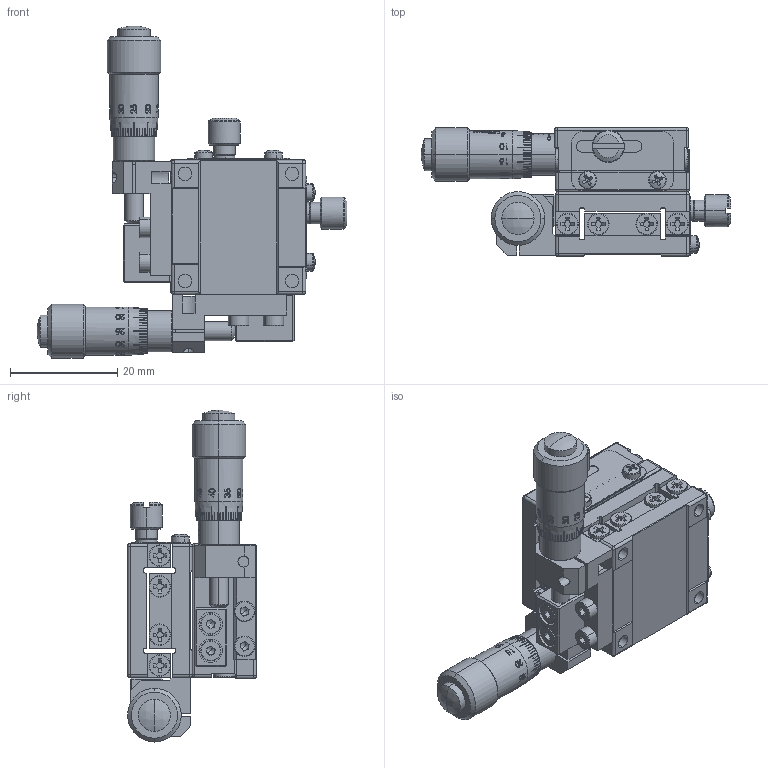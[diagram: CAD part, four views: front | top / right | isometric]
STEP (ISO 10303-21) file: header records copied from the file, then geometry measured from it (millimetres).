
FILE_DESCRIPTION (( 'STEP AP203' ), '1' );
FILE_NAME ('MY25-SS(«¬¿ý).STEP', '2013-04-30T01:47:35', ( '123' ), ( '' ), 'SwSTEP 2.0', 'SolidWorks 2013', '' );
FILE_SCHEMA (( 'CONFIG_CONTROL_DESIGN' ));
Products named in the file (4): Group1^MX25-SS(型錄); Group2^MX25-SS(型錄); MX25-SS(型錄); MY25-SS(型錄)
Assembly tree (4 placements, depth 3):
  MY25-SS(型錄)
    MX25-SS(型錄)  x2
      Group1^MX25-SS(型錄)
      Group2^MX25-SS(型錄)
Bounding box: 57.75 x 24 x 61.89 mm (x, y, z)
Volume: 19678 mm3; surface area: 13896.8 mm2
Topology: 4 solids, 4 shells, 3352 faces, 8966 edges, 5808 vertices
Faces by surface type: plane 1984, bspline 678, cylinder 350, cone 216, torus 92, sphere 32
Entity records: 74231 total; most frequent: CARTESIAN_POINT 34364, ORIENTED_EDGE 8926, DIRECTION 6961, EDGE_CURVE 4463, VERTEX_POINT 2904, VECTOR 2729, LINE 2729, AXIS2_PLACEMENT_3D 2116
